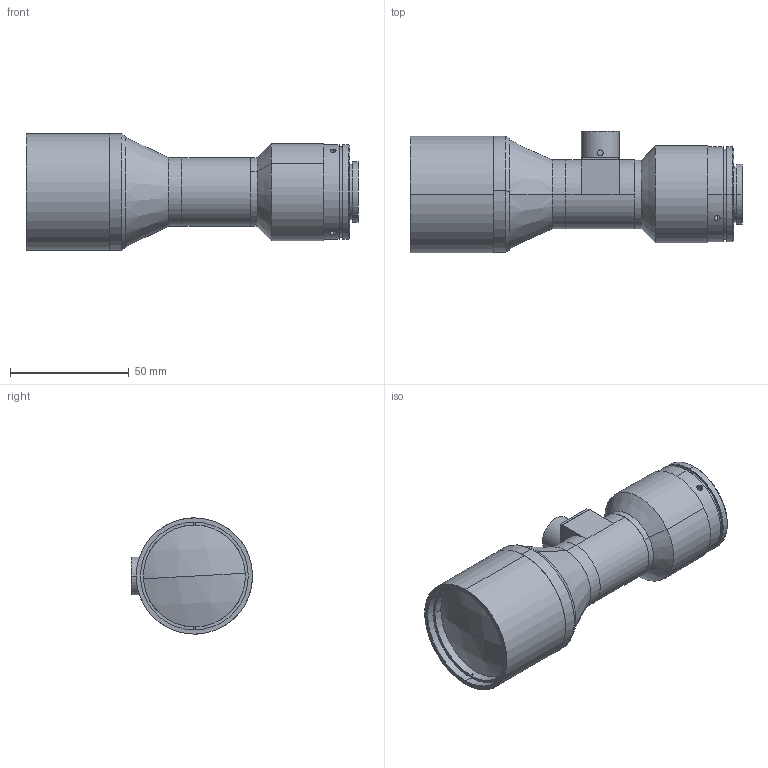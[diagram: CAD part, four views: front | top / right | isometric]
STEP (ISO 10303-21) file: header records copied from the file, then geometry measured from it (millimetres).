
FILE_DESCRIPTION (( 'STEP AP203' ), '1' );
FILE_NAME ('XF-5MDT05X65D-1C蚾饜芞-20150304V5.STEP', '2016-02-22T01:38:44', ( 'cherishsunshine' ), ( '' ), 'SwSTEP 2.0', 'SolidWorks 2014', '' );
FILE_SCHEMA (( 'CONFIG_CONTROL_DESIGN' ));
Length unit declared in the file: millimetre
Products named in the file (1): XF-5MDT05X65D-1C蚾饜芞-20150304V5
Bounding box: 139.87 x 51 x 49 mm (x, y, z)
Surface area: 27721.2 mm2 (no closed solid volume)
Topology: 0 solids, 12 shells, 112 faces, 286 edges, 190 vertices
Faces by surface type: cylinder 61, plane 39, cone 8, sphere 4
Entity records: 3772 total; most frequent: CARTESIAN_POINT 897, DIRECTION 642, ORIENTED_EDGE 492, EDGE_CURVE 286, AXIS2_PLACEMENT_3D 259, VERTEX_POINT 190, CIRCLE 146, EDGE_LOOP 140
